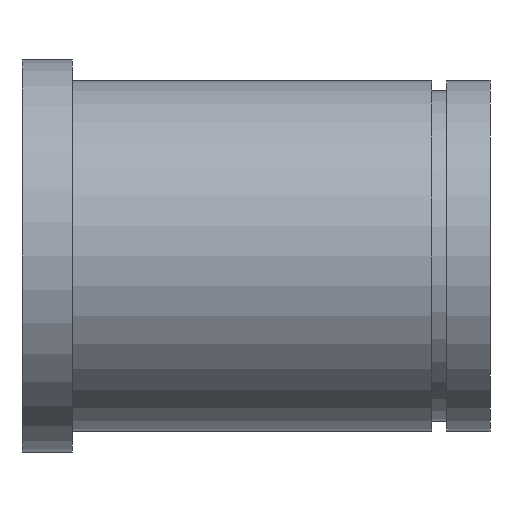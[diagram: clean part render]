
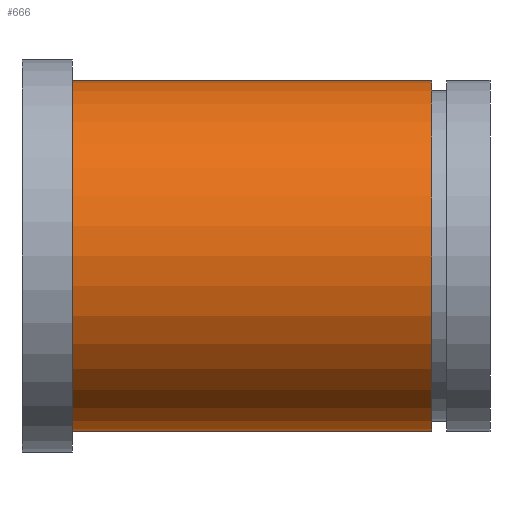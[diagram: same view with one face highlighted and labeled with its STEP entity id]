
A CAD part, front view. The second image highlights one B-rep face of the part: STEP entity #666.
In plain terms, the highlighted cylindrical face has radius 21 mm (diameter 42 mm), a partial arc.
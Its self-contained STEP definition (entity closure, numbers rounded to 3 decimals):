
#666=ADVANCED_FACE('',(#1333),#1334,.T.);
#1333=FACE_OUTER_BOUND('',#1993,.T.);
#1334=CYLINDRICAL_SURFACE('',#1994,21.0);
#1993=EDGE_LOOP('',(#4094,#4095,#4096,#4097));
#1994=AXIS2_PLACEMENT_3D('',#4098,#4099,#4100);
#4094=ORIENTED_EDGE('',*,*,#4111,.T.);
#4095=ORIENTED_EDGE('',*,*,#4947,.F.);
#4096=ORIENTED_EDGE('',*,*,#4113,.T.);
#4097=ORIENTED_EDGE('',*,*,#4934,.F.);
#4098=CARTESIAN_POINT('',(21.5,0.0,0.0));
#4099=DIRECTION('',(1.0,0.0,0.0));
#4100=DIRECTION('',(0.0,0.0,-1.0));
#4111=EDGE_CURVE('',#4951,#4952,#4953,.T.);
#4113=EDGE_CURVE('',#4956,#4954,#4957,.T.);
#4934=EDGE_CURVE('',#4951,#4954,#6190,.T.);
#4947=EDGE_CURVE('',#4956,#4952,#6203,.T.);
#4951=VERTEX_POINT('',#6207);
#4952=VERTEX_POINT('',#6208);
#4953=LINE('',#6209,#6210);
#4954=VERTEX_POINT('',#6211);
#4956=VERTEX_POINT('',#6213);
#4957=LINE('',#6214,#6215);
#6190=CIRCLE('',#12558,21.0);
#6203=CIRCLE('',#12571,21.0);
#6207=CARTESIAN_POINT('',(0.0,0.0,-21.0));
#6208=CARTESIAN_POINT('',(43.0,0.0,-21.0));
#6209=CARTESIAN_POINT('',(21.5,0.,-21.0));
#6210=VECTOR('',#12574,1.0);
#6211=CARTESIAN_POINT('',(0.0,0.,21.0));
#6213=CARTESIAN_POINT('',(43.0,0.,21.0));
#6214=CARTESIAN_POINT('',(21.5,0.,21.0));
#6215=VECTOR('',#12578,1.0);
#12558=AXIS2_PLACEMENT_3D('',#13501,#13502,#13503);
#12571=AXIS2_PLACEMENT_3D('',#13519,#13520,#13521);
#12574=DIRECTION('',(1.0,0.0,0.0));
#12578=DIRECTION('',(-1.0,-0.0,-0.0));
#13501=CARTESIAN_POINT('',(0.0,0.0,0.0));
#13502=DIRECTION('',(-1.0,0.0,0.0));
#13503=DIRECTION('',(0.0,0.0,-1.0));
#13519=CARTESIAN_POINT('',(43.0,0.0,0.0));
#13520=DIRECTION('',(1.0,0.0,0.0));
#13521=DIRECTION('',(0.0,0.0,-1.0));
